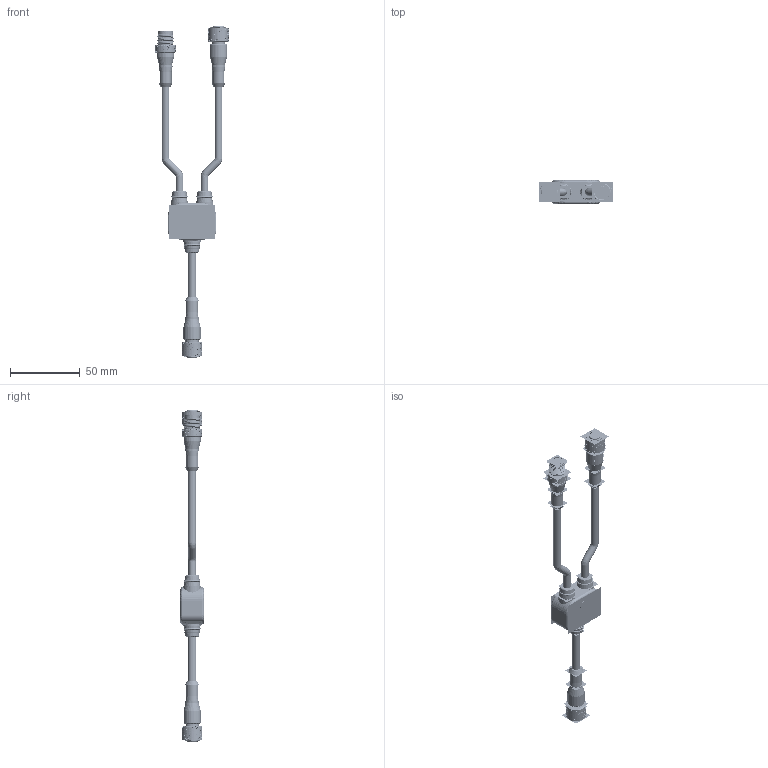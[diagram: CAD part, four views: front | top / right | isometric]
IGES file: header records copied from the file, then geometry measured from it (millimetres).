
Start section:  PTC IGES file: 215133.igs
Global section: file name: 215133.igs; native system: Creo Parametric by PTC Inc.; preprocessor: 2019292; author: PDMAdmin; organization: Unknown; date: 20191220.121822; units: millimetre
Bounding box: 52.55 x 17.34 x 238.36 mm (x, y, z)
Volume: 38405 mm3; surface area: 2071241.1 mm2
Topology: 29 solids, 101 shells, 20114 faces, 107350 edges, 142718 vertices
Faces by surface type: bspline 15200, revolution 4914
